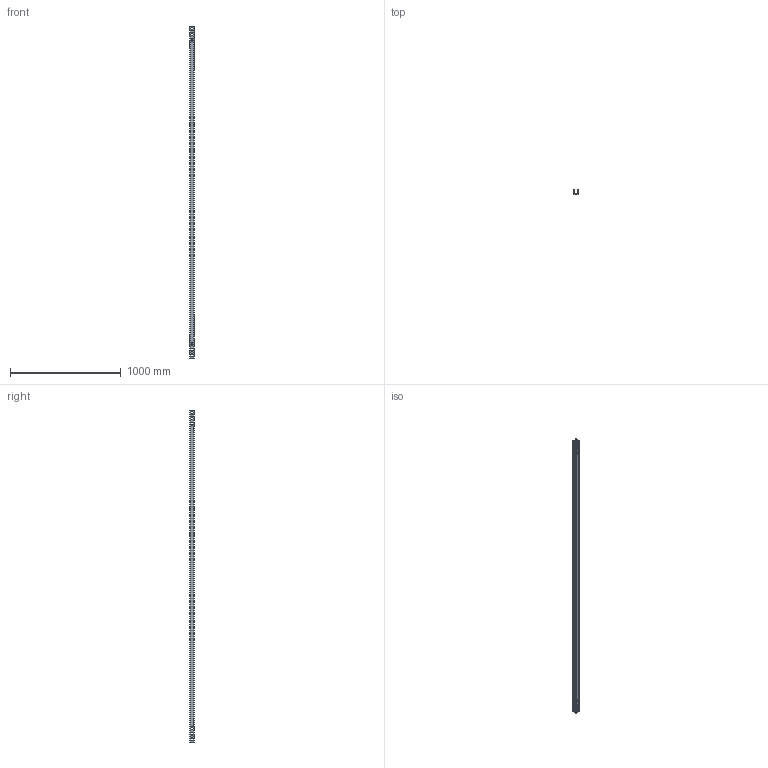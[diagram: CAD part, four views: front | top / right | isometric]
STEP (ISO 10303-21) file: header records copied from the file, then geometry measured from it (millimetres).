
FILE_DESCRIPTION((''),'2;1');
FILE_NAME('1122622','2013-09-09T',('AndreasKeweloh'),(''),'PRO/ENGINEER BY PARAMETRIC TECHNOLOGY CORPORATION, 2012360','PRO/ENGINEER BY PARAMETRIC TECHNOLOGY CORPORATION, 2012360','');
FILE_SCHEMA(('CONFIG_CONTROL_DESIGN'));
Length unit declared in the file: millimetre
Products named in the file (1): 1122622
Bounding box: 41 x 41 x 3000 mm (x, y, z)
Volume: 974591.1 mm3; surface area: 798751.2 mm2
Topology: 1 solids, 1 shells, 848 faces, 2116 edges, 1408 vertices
Faces by surface type: plane 564, cylinder 268, extrusion 16
Entity records: 26252 total; most frequent: CARTESIAN_POINT 5470, DIRECTION 4236, ORIENTED_EDGE 4232, EDGE_CURVE 2116, VECTOR 1508, LINE 1492, VERTEX_POINT 1408, AXIS2_PLACEMENT_3D 1364
